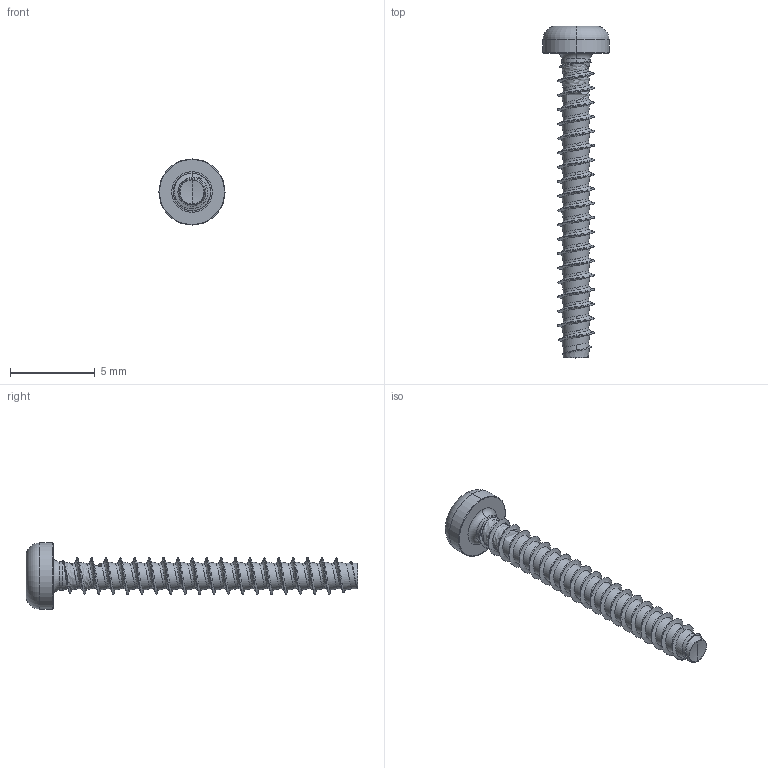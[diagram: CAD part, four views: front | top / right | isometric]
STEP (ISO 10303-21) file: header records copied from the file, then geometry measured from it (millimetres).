
FILE_DESCRIPTION (( 'STEP AP203' ), '1' );
FILE_NAME ('STP390220180.STEP', '2017-08-15T19:15:46', ( '' ), ( '' ), 'SwSTEP 2.0', 'SolidWorks 2015', '' );
FILE_SCHEMA (( 'CONFIG_CONTROL_DESIGN' ));
Length unit declared in the file: millimetre
Products named in the file (1): STP390220180
Bounding box: 3.9 x 19.6 x 3.9 mm (x, y, z)
Volume: 54.3 mm3; surface area: 186.2 mm2
Topology: 1 solids, 1 shells, 122 faces, 313 edges, 193 vertices
Faces by surface type: cylinder 65, bspline 35, cone 10, torus 6, sphere 4, plane 2
Entity records: 31503 total; most frequent: CARTESIAN_POINT 28954, ORIENTED_EDGE 622, DIRECTION 377, EDGE_CURVE 311, VERTEX_POINT 193, AXIS2_PLACEMENT_3D 149, B_SPLINE_CURVE_WITH_KNOTS 130, EDGE_LOOP 124
